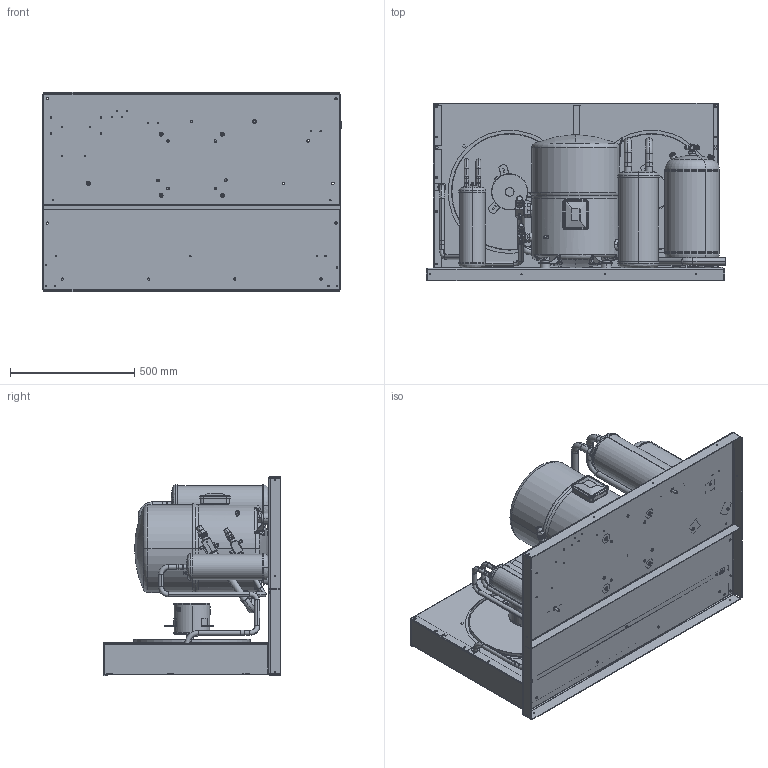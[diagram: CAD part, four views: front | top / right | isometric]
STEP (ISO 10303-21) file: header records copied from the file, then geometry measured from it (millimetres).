
FILE_DESCRIPTION (( 'STEP AP214' ), '1' );
FILE_NAME ('HGM(Z)100D.STEP', '2016-11-17T12:48:13', ( '' ), ( '' ), 'SwSTEP 2.0', 'SolidWorks 2016', '' );
FILE_SCHEMA (( 'AUTOMOTIVE_DESIGN' ));
Length unit declared in the file: millimetre
Products named in the file (21): ES-00878-D_2_Valor predeterminado; 191U124607-chines_Valor predeterminado; 118U6013_Default<As Machined>; 191U128407_Predeterminado; 191U154727_Predeterminado; 191U480327_Predeterminado; HGM(Z)100D; COMPRESSOR DANFOSS MODELO MT100-160; 191U155917_Valor predeterminado; 191U480417_Predeterminado; 191U154737_Predeterminado; 6804507V10 - VALV SERV V10_STANDART; 6804506V02 - VALV SERV V02_STANDART; 6804503V04 - VALV SERV V04_STANDART; 191U007710_Valor predeterminado; 191U006410_Valor predeterminado; 191U124607_Valor predeterminado; 191U137300 MOTOR 450 WEG ; 021F0139_Valor predeterminado; ES-00880-B-4_Valor predeterminado; ES-00878-D_3_Predeterminado
Assembly tree (21 placements, depth 3):
  HGM(Z)100D
    191U128407_Predeterminado
    118U6013_Default<As Machined>
    191U124607_Valor predeterminado
      191U124607-chines_Valor predeterminado
      ES-00878-D_2_Valor predeterminado
      ES-00878-D_3_Predeterminado
      ES-00880-B-4_Valor predeterminado
      021F0139_Valor predeterminado
      191U137300 MOTOR 450 WEG   x2
    191U006410_Valor predeterminado
    191U007710_Valor predeterminado
    6804503V04 - VALV SERV V04_STANDART
    6804506V02 - VALV SERV V02_STANDART
    6804507V10 - VALV SERV V10_STANDART
    191U154737_Predeterminado
    191U480417_Predeterminado
    191U155917_Valor predeterminado
    COMPRESSOR DANFOSS MODELO MT100-160
    191U480327_Predeterminado
    191U154727_Predeterminado
Bounding box: 1202.5 x 714.85 x 800.1 mm (x, y, z)
Volume: 60999052 mm3; surface area: 9539992.8 mm2
Topology: 93 solids, 104 shells, 2927 faces, 7175 edges, 4521 vertices
Faces by surface type: cylinder 1419, plane 918, torus 315, bspline 142, cone 119, sphere 14
Entity records: 118294 total; most frequent: CARTESIAN_POINT 38560, DIRECTION 14506, ORIENTED_EDGE 13331, EDGE_CURVE 6681, AXIS2_PLACEMENT_3D 5825, VERTEX_POINT 4219, CIRCLE 3224, EDGE_LOOP 3167
